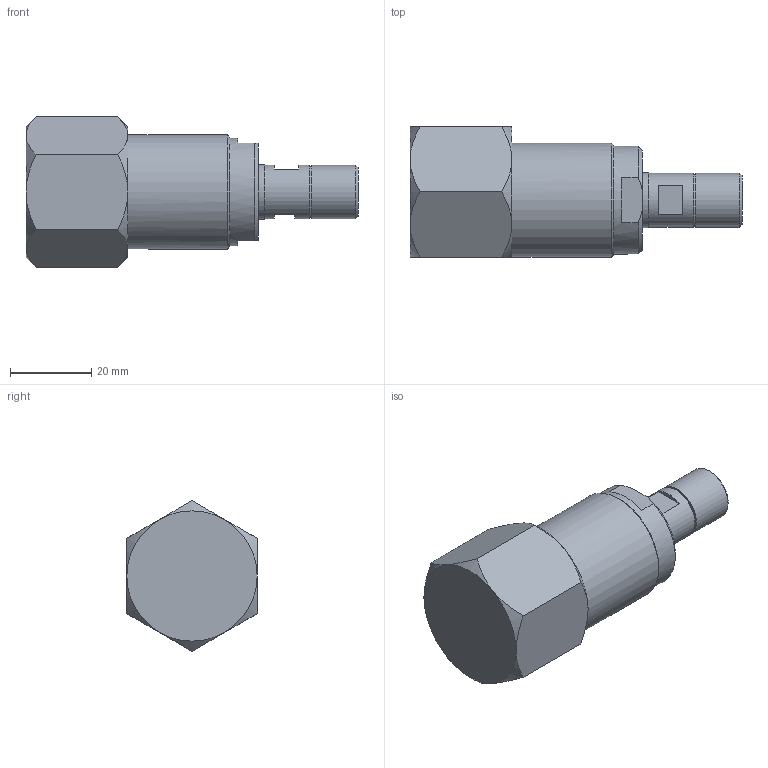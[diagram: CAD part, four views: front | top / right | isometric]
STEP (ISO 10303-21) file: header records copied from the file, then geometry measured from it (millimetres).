
FILE_DESCRIPTION (( 'STEP AP214' ), '1' );
FILE_NAME ('BAL-GGN06-IC-KAF.STEP', '2016-08-23T09:45:05', ( '' ), ( '' ), 'SwSTEP 2.0', 'SolidWorks 2016', '' );
FILE_SCHEMA (( 'AUTOMOTIVE_DESIGN' ));
Length unit declared in the file: millimetre
Products named in the file (1): BAL-GGN06-IC-KAF
Bounding box: 81.5 x 32 x 36.95 mm (x, y, z)
Volume: 39574.5 mm3; surface area: 10311.2 mm2
Topology: 1 solids, 1 shells, 52 faces, 116 edges, 71 vertices
Faces by surface type: plane 23, cone 21, cylinder 8
Full cylindrical faces by diameter (mm): 6.5 x2, 11.8 x1, 13.2 x2, 13.5 x1, 26.5 x1, 28 x1
Entity records: 1556 total; most frequent: CARTESIAN_POINT 507, DIRECTION 208, ORIENTED_EDGE 184, AXIS2_PLACEMENT_3D 93, EDGE_CURVE 92, EDGE_LOOP 76, VERTEX_POINT 64, FACE_OUTER_BOUND 60
